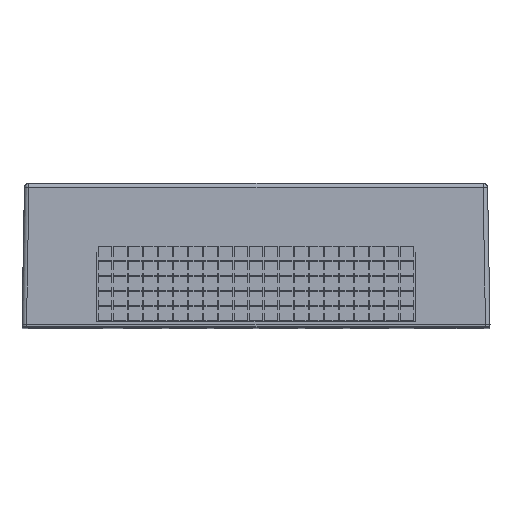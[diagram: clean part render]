
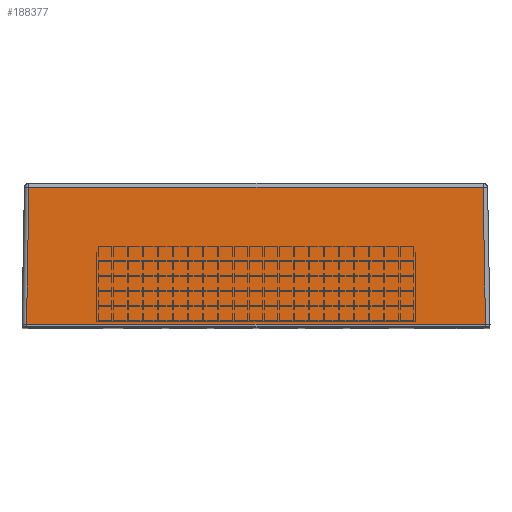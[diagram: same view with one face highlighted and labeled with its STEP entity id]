
A CAD part, top view. The second image highlights one B-rep face of the part: STEP entity #188377.
In plain terms, the highlighted planar face has unit normal (0, 0.018, 1).
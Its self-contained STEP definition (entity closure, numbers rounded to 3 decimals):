
#142492=DIRECTION('',(1.,0.,0.));
#142493=VECTOR('',#142492,304.063);
#142494=CARTESIAN_POINT('',(-152.032,0.97,
235.636));
#142495=LINE('',#142494,#142493);
#142691=DIRECTION('',(0.017,1.,-0.017));
#142692=VECTOR('',#142691,90.61);
#142693=CARTESIAN_POINT('',(-152.032,0.97,
235.636));
#142694=LINE('',#142693,#142692);
#142698=DIRECTION('',(0.017,-1.,0.017));
#142699=VECTOR('',#142698,90.61);
#142700=CARTESIAN_POINT('',(150.45,91.552,
234.054));
#142701=LINE('',#142700,#142699);
#142844=DIRECTION('',(-1.,0.,0.));
#142845=VECTOR('',#142844,300.901);
#142846=CARTESIAN_POINT('',(150.45,91.552,
234.054));
#142847=LINE('',#142846,#142845);
#179804=CARTESIAN_POINT('',(-152.032,0.97,
235.636));
#179805=CARTESIAN_POINT('',(152.032,0.97,
235.636));
#179806=VERTEX_POINT('',#179804);
#179807=VERTEX_POINT('',#179805);
#179861=CARTESIAN_POINT('',(-150.45,91.552,
234.054));
#179862=VERTEX_POINT('',#179861);
#179863=CARTESIAN_POINT('',(150.45,91.552,
234.054));
#179864=VERTEX_POINT('',#179863);
#188363=CARTESIAN_POINT('',(-155.048,19.997,235.303));
#188364=DIRECTION('',(0.,0.017,1.));
#188365=DIRECTION('',(0.,-1.,0.017));
#188366=AXIS2_PLACEMENT_3D('',#188363,#188364,#188365);
#188367=PLANE('',#188366);
#188369=ORIENTED_EDGE('',*,*,#188368,.T.);
#188371=ORIENTED_EDGE('',*,*,#188370,.F.);
#188373=ORIENTED_EDGE('',*,*,#188372,.T.);
#188374=ORIENTED_EDGE('',*,*,#188285,.F.);
#188375=EDGE_LOOP('',(#188369,#188371,#188373,#188374));
#188376=FACE_OUTER_BOUND('',#188375,.F.);
#188285=EDGE_CURVE('',#179806,#179807,#142495,.T.);
#188368=EDGE_CURVE('',#179806,#179862,#142694,.T.);
#188370=EDGE_CURVE('',#179864,#179862,#142847,.T.);
#188372=EDGE_CURVE('',#179864,#179807,#142701,.T.);
#188377=ADVANCED_FACE('',(#188376),#188367,.T.);
